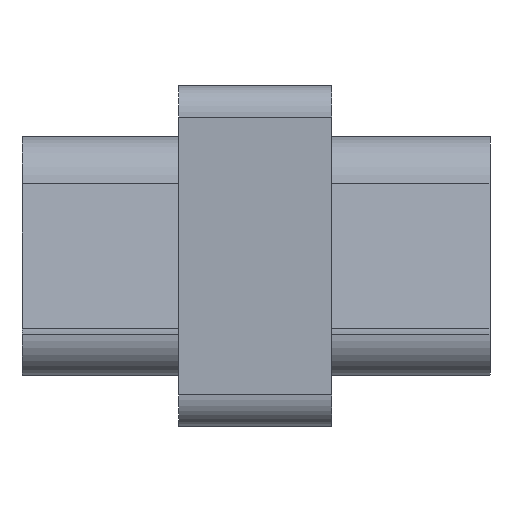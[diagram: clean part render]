
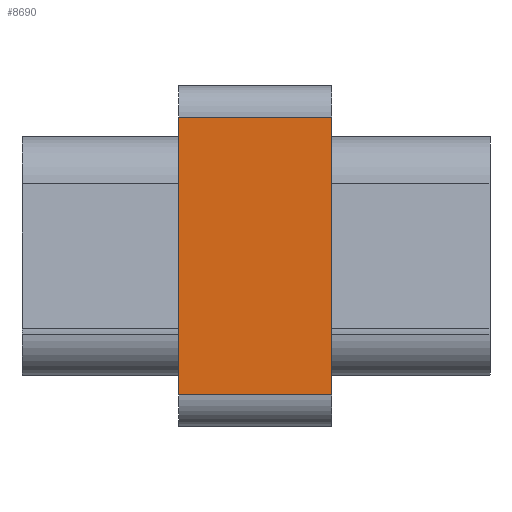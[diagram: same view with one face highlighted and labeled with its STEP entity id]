
A CAD part, left-side view. The second image highlights one B-rep face of the part: STEP entity #8690.
In plain terms, the highlighted planar face has unit normal (-1, 0, 0).
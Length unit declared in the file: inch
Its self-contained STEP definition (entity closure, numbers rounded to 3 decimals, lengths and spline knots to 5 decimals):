
#8625 = VERTEX_POINT ( 'NONE', #19052 ) ;
#8629 = VERTEX_POINT ( 'NONE', #19049 ) ;
#8634 = EDGE_CURVE ( 'NONE', #8629, #8625, #19098, .T. ) ;
#8685 = ORIENTED_EDGE ( 'NONE', *, *, #8700, .F. ) ;
#8686 = VERTEX_POINT ( 'NONE', #19195 ) ;
#8687 = EDGE_CURVE ( 'NONE', #8625, #8689, #19194, .T. ) ;
#8688 = ORIENTED_EDGE ( 'NONE', *, *, #8687, .T. ) ;
#8689 = VERTEX_POINT ( 'NONE', #19190 ) ;
#8690 = ADVANCED_FACE ( 'NONE', ( #19189 ), #19188, .F. ) ;
#8691 = EDGE_LOOP ( 'NONE', ( #8688, #8685, #8699, #8694 ) ) ;
#8694 = ORIENTED_EDGE ( 'NONE', *, *, #8634, .T. ) ;
#8695 = EDGE_CURVE ( 'NONE', #8629, #8686, #19183, .T. ) ;
#8699 = ORIENTED_EDGE ( 'NONE', *, *, #8695, .F. ) ;
#8700 = EDGE_CURVE ( 'NONE', #8686, #8689, #19178, .T. ) ;
#19049 = CARTESIAN_POINT ( 'NONE',  ( -1.045, 0.1125, -0.204 ) ) ;
#19052 = CARTESIAN_POINT ( 'NONE',  ( -1.045, -0.1125, -0.204 ) ) ;
#19095 = DIRECTION ( 'NONE',  ( 0., -1., 0. ) ) ;
#19096 = VECTOR ( 'NONE', #19095, 39.37008 ) ;
#19097 = CARTESIAN_POINT ( 'NONE',  ( -1.045, 0.1125, -0.204 ) ) ;
#19098 = LINE ( 'NONE', #19097, #19096 ) ;
#19170 = DIRECTION ( 'NONE',  ( 0., -1., 0. ) ) ;
#19171 = VECTOR ( 'NONE', #19170, 39.37008 ) ;
#19172 = CARTESIAN_POINT ( 'NONE',  ( -1.045, 0.1125, 0.204 ) ) ;
#19178 = LINE ( 'NONE', #19172, #19171 ) ;
#19180 = DIRECTION ( 'NONE',  ( 0., 0., 1. ) ) ;
#19181 = VECTOR ( 'NONE', #19180, 39.37008 ) ;
#19182 = CARTESIAN_POINT ( 'NONE',  ( -1.045, 0.1125, 0.204 ) ) ;
#19183 = LINE ( 'NONE', #19182, #19181 ) ;
#19184 = DIRECTION ( 'NONE',  ( 0., 0., -1. ) ) ;
#19185 = DIRECTION ( 'NONE',  ( 1., 0., 0. ) ) ;
#19186 = CARTESIAN_POINT ( 'NONE',  ( -1.045, 0.1125, 0.204 ) ) ;
#19187 = AXIS2_PLACEMENT_3D ( 'NONE', #19186, #19185, #19184 ) ;
#19188 = PLANE ( 'NONE',  #19187 ) ;
#19189 = FACE_OUTER_BOUND ( 'NONE', #8691, .T. ) ;
#19190 = CARTESIAN_POINT ( 'NONE',  ( -1.045, -0.1125, 0.204 ) ) ;
#19191 = DIRECTION ( 'NONE',  ( 0., 0., 1. ) ) ;
#19192 = VECTOR ( 'NONE', #19191, 39.37008 ) ;
#19193 = CARTESIAN_POINT ( 'NONE',  ( -1.045, -0.1125, 0.204 ) ) ;
#19194 = LINE ( 'NONE', #19193, #19192 ) ;
#19195 = CARTESIAN_POINT ( 'NONE',  ( -1.045, 0.1125, 0.204 ) ) ;
